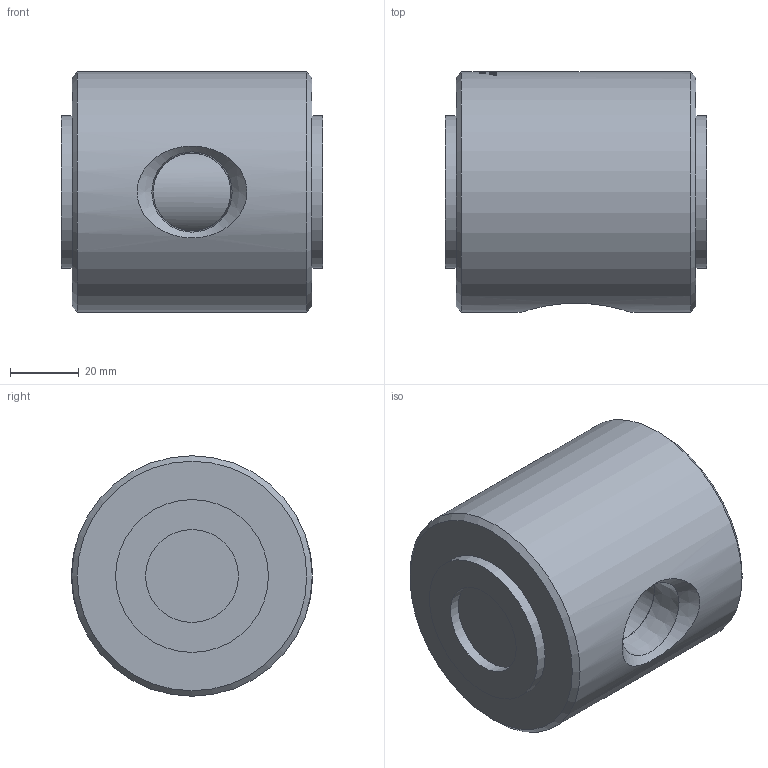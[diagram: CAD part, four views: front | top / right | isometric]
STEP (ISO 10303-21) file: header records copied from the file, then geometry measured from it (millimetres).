
FILE_DESCRIPTION(/* description */ (''),/* implementation_level */ '2;1');
FILE_NAME(/* name */ '21-060-000-IC.stp',/* time_stamp */ '2020-05-21T07:58:56-05:00',/* author */ ('manton'),/* organization */ (''),/* preprocessor_version */ 'ST-DEVELOPER v18',/* originating_system */ 'Autodesk Inventor 2020',/* authorisation */ '');
FILE_SCHEMA (('AUTOMOTIVE_DESIGN { 1 0 10303 214 3 1 1 }'));
Products named in the file (1): 21-060-000-IC
Bounding box: 76.25 x 70 x 70 mm (x, y, z)
Volume: 264813.3 mm3; surface area: 25647.9 mm2
Topology: 1 solids, 1 shells, 284 faces, 736 edges, 491 vertices
Faces by surface type: bspline 170, plane 71, cylinder 39, cone 4
Full cylindrical faces by diameter (mm): 22.631 x1, 27 x2, 44.45 x2, 70 x1
Entity records: 47984 total; most frequent: CARTESIAN_POINT 41790, ORIENTED_EDGE 1472, DIRECTION 862, EDGE_CURVE 736, VERTEX_POINT 491, EDGE_LOOP 321, AXIS2_PLACEMENT_3D 296, B_SPLINE_CURVE_WITH_KNOTS 285
